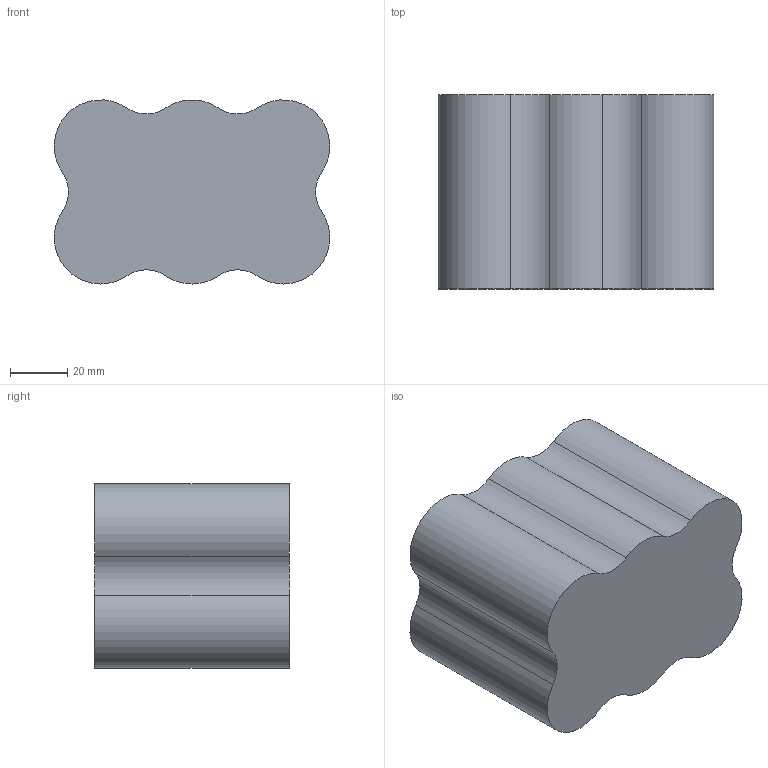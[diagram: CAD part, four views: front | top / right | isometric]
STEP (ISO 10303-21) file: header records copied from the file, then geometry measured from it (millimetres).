
FILE_DESCRIPTION (( 'STEP AP214' ), '1' );
FILE_NAME ('Battery_3x2_500mAh.STEP', '2020-09-21T19:07:12', ( '' ), ( '' ), 'SwSTEP 2.0', 'SolidWorks 2018', '' );
FILE_SCHEMA (( 'AUTOMOTIVE_DESIGN' ));
Length unit declared in the file: millimetre
Products named in the file (1): Battery_3x2_500mAh
Bounding box: 96.43 x 68 x 64.45 mm (x, y, z)
Volume: 377155.7 mm3; surface area: 31915.3 mm2
Topology: 1 solids, 1 shells, 19 faces, 51 edges, 34 vertices
Faces by surface type: cylinder 17, plane 2
Entity records: 653 total; most frequent: DIRECTION 125, CARTESIAN_POINT 105, ORIENTED_EDGE 102, AXIS2_PLACEMENT_3D 54, EDGE_CURVE 51, VERTEX_POINT 34, CIRCLE 34, EDGE_LOOP 19
